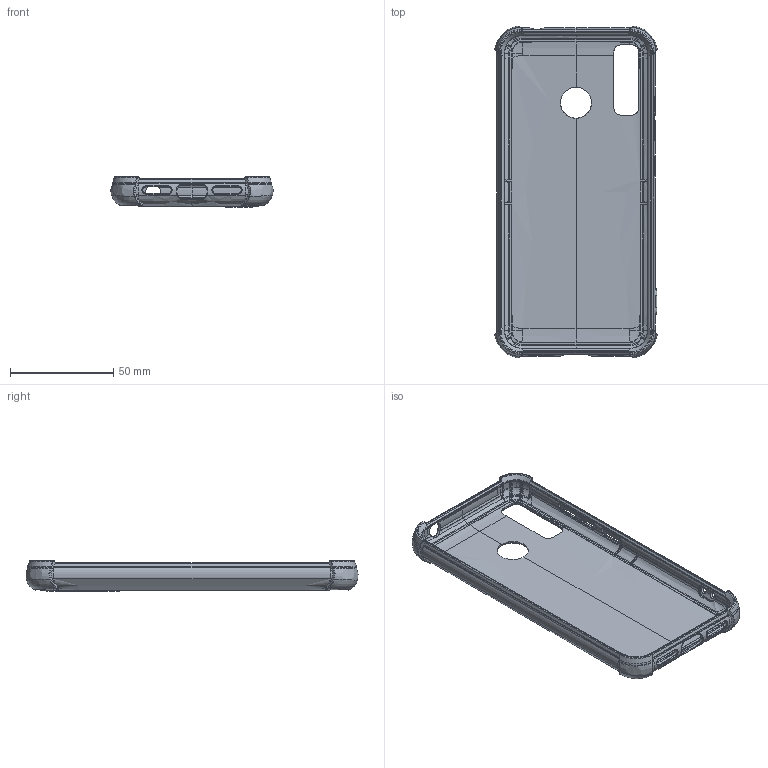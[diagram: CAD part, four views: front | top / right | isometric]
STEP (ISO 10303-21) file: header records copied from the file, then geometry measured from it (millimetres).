
FILE_DESCRIPTION((''),'2;1');
FILE_NAME('TAO-S607','2020-09-22T',('Administrator'),(''),'PRO/ENGINEER BY PARAMETRIC TECHNOLOGY CORPORATION, 2005030','PRO/ENGINEER BY PARAMETRIC TECHNOLOGY CORPORATION, 2005030','');
FILE_SCHEMA(('AUTOMOTIVE_DESIGN_CC2 { 1 2 10303 214 -1 1 5 2 }'));
Length unit declared in the file: millimetre
Products named in the file (1): TAO-S607
Bounding box: 78.41 x 160.57 x 14.92 mm (x, y, z)
Volume: 23043.7 mm3; surface area: 32582.6 mm2
Topology: 1 solids, 1 shells, 1831 faces, 4476 edges, 2636 vertices
Faces by surface type: bspline 1242, cylinder 191, extrusion 164, plane 164, sphere 56, torus 14
Entity records: 119819 total; most frequent: CARTESIAN_POINT 86856, ORIENTED_EDGE 8952, EDGE_CURVE 4476, DIRECTION 3522, B_SPLINE_CURVE_WITH_KNOTS 3034, VERTEX_POINT 2636, EDGE_LOOP 1848, FACE_OUTER_BOUND 1831
